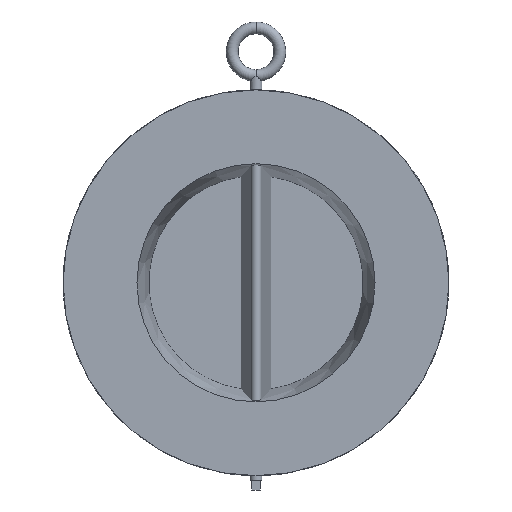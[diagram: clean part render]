
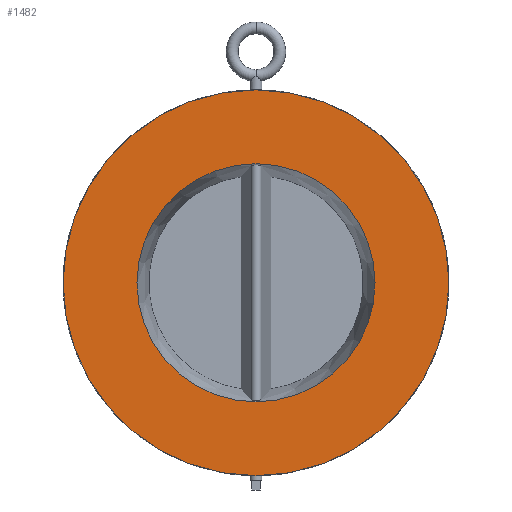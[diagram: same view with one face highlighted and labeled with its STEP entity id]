
A CAD part, front view. The second image highlights one B-rep face of the part: STEP entity #1482.
In plain terms, the highlighted planar face has unit normal (0, -1, 0).
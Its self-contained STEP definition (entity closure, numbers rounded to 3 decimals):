
#905 = VERTEX_POINT ( 'NONE', #3564 ) ;
#979 = VERTEX_POINT ( 'NONE', #3719 ) ;
#984 = EDGE_CURVE ( 'NONE', #905, #979, #3756, .T. ) ;
#1093 = VERTEX_POINT ( 'NONE', #4087 ) ;
#1097 = EDGE_CURVE ( 'NONE', #1093, #1115, #3650, .T. ) ;
#1115 = VERTEX_POINT ( 'NONE', #4148 ) ;
#1151 = EDGE_CURVE ( 'NONE', #1115, #1093, #4272, .T. ) ;
#1434 = EDGE_LOOP ( 'NONE', ( #1478, #1490 ) ) ;
#1476 = ORIENTED_EDGE ( 'NONE', *, *, #984, .F. ) ;
#1477 = EDGE_CURVE ( 'NONE', #979, #905, #4974, .T. ) ;
#1478 = ORIENTED_EDGE ( 'NONE', *, *, #1097, .T. ) ;
#1480 = ORIENTED_EDGE ( 'NONE', *, *, #1477, .F. ) ;
#1482 = ADVANCED_FACE ( 'NONE', ( #5231, #5238 ), #5234, .F. ) ;
#1483 = EDGE_LOOP ( 'NONE', ( #1480, #1476 ) ) ;
#1490 = ORIENTED_EDGE ( 'NONE', *, *, #1151, .T. ) ;
#3564 = CARTESIAN_POINT ( 'NONE',  ( 0., 0., 50. ) ) ;
#3602 = CARTESIAN_POINT ( 'NONE',  ( 0., 0., 0. ) ) ;
#3628 = AXIS2_PLACEMENT_3D ( 'NONE', #3602, #3654, #3647 ) ;
#3647 = DIRECTION ( 'NONE',  ( 0., 0., -1. ) ) ;
#3650 = CIRCLE ( 'NONE', #3628, 81. ) ;
#3654 = DIRECTION ( 'NONE',  ( 0., -1., 0. ) ) ;
#3717 = AXIS2_PLACEMENT_3D ( 'NONE', #3755, #3754, #3753 ) ;
#3719 = CARTESIAN_POINT ( 'NONE',  ( 0., 0., -50. ) ) ;
#3753 = DIRECTION ( 'NONE',  ( 0., 0., -1. ) ) ;
#3754 = DIRECTION ( 'NONE',  ( 0., -1., 0. ) ) ;
#3755 = CARTESIAN_POINT ( 'NONE',  ( 0., 0., 0. ) ) ;
#3756 = CIRCLE ( 'NONE', #3717, 50. ) ;
#4087 = CARTESIAN_POINT ( 'NONE',  ( 0., 0., -81. ) ) ;
#4148 = CARTESIAN_POINT ( 'NONE',  ( 0., 0., 81. ) ) ;
#4272 = CIRCLE ( 'NONE', #4358, 81. ) ;
#4355 = DIRECTION ( 'NONE',  ( 0., 0., -1. ) ) ;
#4356 = DIRECTION ( 'NONE',  ( 0., -1., 0. ) ) ;
#4357 = CARTESIAN_POINT ( 'NONE',  ( 0., 0., 0. ) ) ;
#4358 = AXIS2_PLACEMENT_3D ( 'NONE', #4357, #4356, #4355 ) ;
#4572 = DIRECTION ( 'NONE',  ( 0., 0., -1. ) ) ;
#4973 = AXIS2_PLACEMENT_3D ( 'NONE', #5168, #5191, #4572 ) ;
#4974 = CIRCLE ( 'NONE', #4973, 50. ) ;
#5168 = CARTESIAN_POINT ( 'NONE',  ( 0., 0., 0. ) ) ;
#5191 = DIRECTION ( 'NONE',  ( 0., -1., 0. ) ) ;
#5226 = DIRECTION ( 'NONE',  ( 0., 0., 1. ) ) ;
#5227 = DIRECTION ( 'NONE',  ( 0., 1., 0. ) ) ;
#5228 = CARTESIAN_POINT ( 'NONE',  ( -50., 0., 0. ) ) ;
#5231 = FACE_OUTER_BOUND ( 'NONE', #1434, .T. ) ;
#5234 = PLANE ( 'NONE',  #5237 ) ;
#5237 = AXIS2_PLACEMENT_3D ( 'NONE', #5228, #5227, #5226 ) ;
#5238 = FACE_BOUND ( 'NONE', #1483, .T. ) ;
